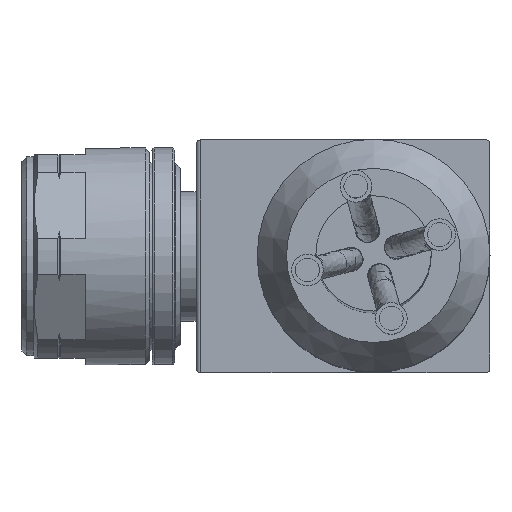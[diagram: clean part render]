
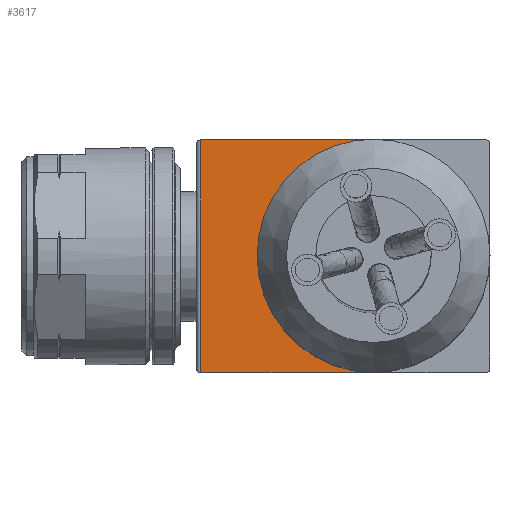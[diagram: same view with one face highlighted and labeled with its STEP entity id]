
A CAD part, top view. The second image highlights one B-rep face of the part: STEP entity #3617.
In plain terms, the highlighted planar face has unit normal (0, 0, 1).
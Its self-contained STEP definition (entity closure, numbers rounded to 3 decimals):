
#107=PLANE($,#3990);
#261=LINE($,#6071,#421);
#288=LINE($,#6147,#448);
#300=LINE($,#6184,#460);
#421=VECTOR($,#4752,7.65);
#448=VECTOR($,#4811,7.65);
#460=VECTOR($,#4841,10.3);
#861=FACE_OUTER_BOUND($,#1125,.T.);
#1125=EDGE_LOOP($,(#2847,#2848,#2849,#2850));
#1449=CIRCLE($,#3959,5.15);
#1798=VERTEX_POINT($,#6046);
#1800=VERTEX_POINT($,#6049);
#1807=VERTEX_POINT($,#6070);
#1840=VERTEX_POINT($,#6145);
#2161=EDGE_CURVE($,#1800,#1798,#1449,.T.);
#2170=EDGE_CURVE($,#1798,#1807,#261,.T.);
#2211=EDGE_CURVE($,#1840,#1800,#288,.T.);
#2229=EDGE_CURVE($,#1840,#1807,#300,.T.);
#2847=ORIENTED_EDGE($,*,*,#2211,.F.);
#2848=ORIENTED_EDGE($,*,*,#2229,.T.);
#2849=ORIENTED_EDGE($,*,*,#2170,.F.);
#2850=ORIENTED_EDGE($,*,*,#2161,.F.);
#3617=ADVANCED_FACE($,(#861),#107,.F.);
#3959=AXIS2_PLACEMENT_3D($,#6051,#4732,#4733);
#3990=AXIS2_PLACEMENT_3D($,#6183,#4839,#4840);
#4732=DIRECTION('center_axis',(0.,0.,1.));
#4733=DIRECTION('ref_axis',(0.,-1.,0.));
#4752=DIRECTION($,(-1.,0.,0.));
#4811=DIRECTION($,(1.,0.,0.));
#4839=DIRECTION('center_axis',(0.,0.,-1.));
#4840=DIRECTION('ref_axis',(1.,0.,0.));
#4841=DIRECTION($,(0.,-1.,0.));
#6046=CARTESIAN_POINT('',(57.474,44.849,5.751));
#6049=CARTESIAN_POINT('',(57.474,55.149,5.751));
#6051=CARTESIAN_POINT('Origin',(57.474,49.999,5.751));
#6070=CARTESIAN_POINT('',(49.824,44.849,5.751));
#6071=CARTESIAN_POINT($,(62.624,44.849,5.751));
#6145=CARTESIAN_POINT('',(49.824,55.149,5.751));
#6147=CARTESIAN_POINT($,(49.624,55.149,5.751));
#6183=CARTESIAN_POINT('Origin',(49.624,44.849,5.751));
#6184=CARTESIAN_POINT($,(49.824,44.849,5.751));
